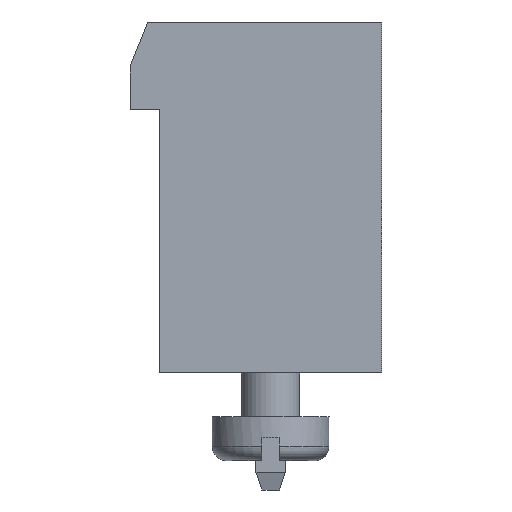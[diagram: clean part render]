
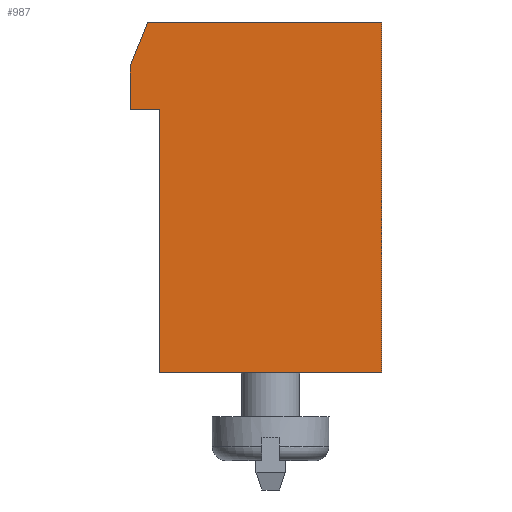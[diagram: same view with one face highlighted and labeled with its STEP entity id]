
A CAD part, left-side view. The second image highlights one B-rep face of the part: STEP entity #987.
In plain terms, the highlighted planar face has unit normal (-1, 0, 0).
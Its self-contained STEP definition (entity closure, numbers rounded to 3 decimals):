
#22 = VERTEX_POINT('',#23);
#23 = CARTESIAN_POINT('',(-7.5,3.8,9.));
#32 = PLANE('',#33);
#33 = AXIS2_PLACEMENT_3D('',#34,#35,#36);
#34 = CARTESIAN_POINT('',(-7.5,3.8,9.));
#35 = DIRECTION('',(0.,1.,0.));
#36 = DIRECTION('',(0.,0.,-1.));
#44 = PLANE('',#45);
#45 = AXIS2_PLACEMENT_3D('',#46,#47,#48);
#46 = CARTESIAN_POINT('',(-7.5,4.8,9.));
#47 = DIRECTION('',(0.,0.,-1.));
#48 = DIRECTION('',(0.,-1.,0.));
#85 = VERTEX_POINT('',#86);
#86 = CARTESIAN_POINT('',(-7.5,3.8,0.));
#100 = PLANE('',#101);
#101 = AXIS2_PLACEMENT_3D('',#102,#103,#104);
#102 = CARTESIAN_POINT('',(-7.5,3.8,0.));
#103 = DIRECTION('',(0.,0.,-1.));
#104 = DIRECTION('',(0.,-1.,0.));
#112 = EDGE_CURVE('',#22,#85,#113,.T.);
#113 = SURFACE_CURVE('',#114,(#118,#125),.PCURVE_S1.);
#114 = LINE('',#115,#116);
#115 = CARTESIAN_POINT('',(-7.5,3.8,9.));
#116 = VECTOR('',#117,1.);
#117 = DIRECTION('',(0.,0.,-1.));
#118 = PCURVE('',#32,#119);
#119 = DEFINITIONAL_REPRESENTATION('',(#120),#124);
#120 = LINE('',#121,#122);
#121 = CARTESIAN_POINT('',(0.,0.));
#122 = VECTOR('',#123,1.);
#123 = DIRECTION('',(1.,0.));
#124 = ( GEOMETRIC_REPRESENTATION_CONTEXT(2)
PARAMETRIC_REPRESENTATION_CONTEXT() REPRESENTATION_CONTEXT('2D SPACE',''
) );
#125 = PCURVE('',#126,#131);
#126 = PLANE('',#127);
#127 = AXIS2_PLACEMENT_3D('',#128,#129,#130);
#128 = CARTESIAN_POINT('',(-7.5,3.8,0.));
#129 = DIRECTION('',(1.,0.,0.));
#130 = DIRECTION('',(0.,0.,1.));
#131 = DEFINITIONAL_REPRESENTATION('',(#132),#136);
#132 = LINE('',#133,#134);
#133 = CARTESIAN_POINT('',(9.,0.));
#134 = VECTOR('',#135,1.);
#135 = DIRECTION('',(-1.,0.));
#136 = ( GEOMETRIC_REPRESENTATION_CONTEXT(2)
PARAMETRIC_REPRESENTATION_CONTEXT() REPRESENTATION_CONTEXT('2D SPACE',''
) );
#142 = VERTEX_POINT('',#143);
#143 = CARTESIAN_POINT('',(-7.5,4.8,9.));
#159 = PLANE('',#160);
#160 = AXIS2_PLACEMENT_3D('',#161,#162,#163);
#161 = CARTESIAN_POINT('',(-7.5,4.8,10.5));
#162 = DIRECTION('',(0.,1.,0.));
#163 = DIRECTION('',(0.,0.,-1.));
#193 = EDGE_CURVE('',#142,#22,#194,.T.);
#194 = SURFACE_CURVE('',#195,(#199,#206),.PCURVE_S1.);
#195 = LINE('',#196,#197);
#196 = CARTESIAN_POINT('',(-7.5,4.8,9.));
#197 = VECTOR('',#198,1.);
#198 = DIRECTION('',(0.,-1.,0.));
#199 = PCURVE('',#44,#200);
#200 = DEFINITIONAL_REPRESENTATION('',(#201),#205);
#201 = LINE('',#202,#203);
#202 = CARTESIAN_POINT('',(0.,0.));
#203 = VECTOR('',#204,1.);
#204 = DIRECTION('',(1.,0.));
#205 = ( GEOMETRIC_REPRESENTATION_CONTEXT(2)
PARAMETRIC_REPRESENTATION_CONTEXT() REPRESENTATION_CONTEXT('2D SPACE',''
) );
#206 = PCURVE('',#126,#207);
#207 = DEFINITIONAL_REPRESENTATION('',(#208),#212);
#208 = LINE('',#209,#210);
#209 = CARTESIAN_POINT('',(9.,-1.));
#210 = VECTOR('',#211,1.);
#211 = DIRECTION('',(0.,1.));
#212 = ( GEOMETRIC_REPRESENTATION_CONTEXT(2)
PARAMETRIC_REPRESENTATION_CONTEXT() REPRESENTATION_CONTEXT('2D SPACE',''
) );
#242 = VERTEX_POINT('',#243);
#243 = CARTESIAN_POINT('',(-7.5,-3.8,0.));
#257 = PLANE('',#258);
#258 = AXIS2_PLACEMENT_3D('',#259,#260,#261);
#259 = CARTESIAN_POINT('',(-7.5,-3.8,0.));
#260 = DIRECTION('',(0.,-1.,0.));
#261 = DIRECTION('',(0.,0.,1.));
#269 = EDGE_CURVE('',#85,#242,#270,.T.);
#270 = SURFACE_CURVE('',#271,(#275,#282),.PCURVE_S1.);
#271 = LINE('',#272,#273);
#272 = CARTESIAN_POINT('',(-7.5,3.8,0.));
#273 = VECTOR('',#274,1.);
#274 = DIRECTION('',(0.,-1.,0.));
#275 = PCURVE('',#100,#276);
#276 = DEFINITIONAL_REPRESENTATION('',(#277),#281);
#277 = LINE('',#278,#279);
#278 = CARTESIAN_POINT('',(0.,0.));
#279 = VECTOR('',#280,1.);
#280 = DIRECTION('',(1.,0.));
#281 = ( GEOMETRIC_REPRESENTATION_CONTEXT(2)
PARAMETRIC_REPRESENTATION_CONTEXT() REPRESENTATION_CONTEXT('2D SPACE',''
) );
#282 = PCURVE('',#126,#283);
#283 = DEFINITIONAL_REPRESENTATION('',(#284),#288);
#284 = LINE('',#285,#286);
#285 = CARTESIAN_POINT('',(0.,0.));
#286 = VECTOR('',#287,1.);
#287 = DIRECTION('',(0.,1.));
#288 = ( GEOMETRIC_REPRESENTATION_CONTEXT(2)
PARAMETRIC_REPRESENTATION_CONTEXT() REPRESENTATION_CONTEXT('2D SPACE',''
) );
#987 = ADVANCED_FACE('',(#988),#126,.F.);
#988 = FACE_BOUND('',#989,.T.);
#989 = EDGE_LOOP('',(#990,#991,#1014,#1042,#1070,#1091,#1092));
#990 = ORIENTED_EDGE('',*,*,#269,.T.);
#991 = ORIENTED_EDGE('',*,*,#992,.T.);
#992 = EDGE_CURVE('',#242,#993,#995,.T.);
#993 = VERTEX_POINT('',#994);
#994 = CARTESIAN_POINT('',(-7.5,-3.8,12.));
#995 = SURFACE_CURVE('',#996,(#1000,#1007),.PCURVE_S1.);
#996 = LINE('',#997,#998);
#997 = CARTESIAN_POINT('',(-7.5,-3.8,0.));
#998 = VECTOR('',#999,1.);
#999 = DIRECTION('',(0.,0.,1.));
#1000 = PCURVE('',#126,#1001);
#1001 = DEFINITIONAL_REPRESENTATION('',(#1002),#1006);
#1002 = LINE('',#1003,#1004);
#1003 = CARTESIAN_POINT('',(0.,7.6));
#1004 = VECTOR('',#1005,1.);
#1005 = DIRECTION('',(1.,0.));
#1006 = ( GEOMETRIC_REPRESENTATION_CONTEXT(2)
PARAMETRIC_REPRESENTATION_CONTEXT() REPRESENTATION_CONTEXT('2D SPACE',''
) );
#1007 = PCURVE('',#257,#1008);
#1008 = DEFINITIONAL_REPRESENTATION('',(#1009),#1013);
#1009 = LINE('',#1010,#1011);
#1010 = CARTESIAN_POINT('',(0.,0.));
#1011 = VECTOR('',#1012,1.);
#1012 = DIRECTION('',(1.,0.));
#1013 = ( GEOMETRIC_REPRESENTATION_CONTEXT(2)
PARAMETRIC_REPRESENTATION_CONTEXT() REPRESENTATION_CONTEXT('2D SPACE',''
) );
#1014 = ORIENTED_EDGE('',*,*,#1015,.T.);
#1015 = EDGE_CURVE('',#993,#1016,#1018,.T.);
#1016 = VERTEX_POINT('',#1017);
#1017 = CARTESIAN_POINT('',(-7.5,4.2,12.));
#1018 = SURFACE_CURVE('',#1019,(#1023,#1030),.PCURVE_S1.);
#1019 = LINE('',#1020,#1021);
#1020 = CARTESIAN_POINT('',(-7.5,-3.8,12.));
#1021 = VECTOR('',#1022,1.);
#1022 = DIRECTION('',(0.,1.,0.));
#1023 = PCURVE('',#126,#1024);
#1024 = DEFINITIONAL_REPRESENTATION('',(#1025),#1029);
#1025 = LINE('',#1026,#1027);
#1026 = CARTESIAN_POINT('',(12.,7.6));
#1027 = VECTOR('',#1028,1.);
#1028 = DIRECTION('',(0.,-1.));
#1029 = ( GEOMETRIC_REPRESENTATION_CONTEXT(2)
PARAMETRIC_REPRESENTATION_CONTEXT() REPRESENTATION_CONTEXT('2D SPACE',''
) );
#1030 = PCURVE('',#1031,#1036);
#1031 = PLANE('',#1032);
#1032 = AXIS2_PLACEMENT_3D('',#1033,#1034,#1035);
#1033 = CARTESIAN_POINT('',(-7.5,-3.8,12.));
#1034 = DIRECTION('',(0.,0.,1.));
#1035 = DIRECTION('',(0.,1.,0.));
#1036 = DEFINITIONAL_REPRESENTATION('',(#1037),#1041);
#1037 = LINE('',#1038,#1039);
#1038 = CARTESIAN_POINT('',(0.,0.));
#1039 = VECTOR('',#1040,1.);
#1040 = DIRECTION('',(1.,0.));
#1041 = ( GEOMETRIC_REPRESENTATION_CONTEXT(2)
PARAMETRIC_REPRESENTATION_CONTEXT() REPRESENTATION_CONTEXT('2D SPACE',''
) );
#1042 = ORIENTED_EDGE('',*,*,#1043,.T.);
#1043 = EDGE_CURVE('',#1016,#1044,#1046,.T.);
#1044 = VERTEX_POINT('',#1045);
#1045 = CARTESIAN_POINT('',(-7.5,4.8,10.5));
#1046 = SURFACE_CURVE('',#1047,(#1051,#1058),.PCURVE_S1.);
#1047 = LINE('',#1048,#1049);
#1048 = CARTESIAN_POINT('',(-7.5,4.2,12.));
#1049 = VECTOR('',#1050,1.);
#1050 = DIRECTION('',(0.,0.371,-0.928));
#1051 = PCURVE('',#126,#1052);
#1052 = DEFINITIONAL_REPRESENTATION('',(#1053),#1057);
#1053 = LINE('',#1054,#1055);
#1054 = CARTESIAN_POINT('',(12.,-0.4));
#1055 = VECTOR('',#1056,1.);
#1056 = DIRECTION('',(-0.928,-0.371));
#1057 = ( GEOMETRIC_REPRESENTATION_CONTEXT(2)
PARAMETRIC_REPRESENTATION_CONTEXT() REPRESENTATION_CONTEXT('2D SPACE',''
) );
#1058 = PCURVE('',#1059,#1064);
#1059 = PLANE('',#1060);
#1060 = AXIS2_PLACEMENT_3D('',#1061,#1062,#1063);
#1061 = CARTESIAN_POINT('',(-7.5,4.2,12.));
#1062 = DIRECTION('',(0.,0.928,0.371));
#1063 = DIRECTION('',(0.,0.371,-0.928));
#1064 = DEFINITIONAL_REPRESENTATION('',(#1065),#1069);
#1065 = LINE('',#1066,#1067);
#1066 = CARTESIAN_POINT('',(0.,0.));
#1067 = VECTOR('',#1068,1.);
#1068 = DIRECTION('',(1.,0.));
#1069 = ( GEOMETRIC_REPRESENTATION_CONTEXT(2)
PARAMETRIC_REPRESENTATION_CONTEXT() REPRESENTATION_CONTEXT('2D SPACE',''
) );
#1070 = ORIENTED_EDGE('',*,*,#1071,.T.);
#1071 = EDGE_CURVE('',#1044,#142,#1072,.T.);
#1072 = SURFACE_CURVE('',#1073,(#1077,#1084),.PCURVE_S1.);
#1073 = LINE('',#1074,#1075);
#1074 = CARTESIAN_POINT('',(-7.5,4.8,10.5));
#1075 = VECTOR('',#1076,1.);
#1076 = DIRECTION('',(0.,0.,-1.));
#1077 = PCURVE('',#126,#1078);
#1078 = DEFINITIONAL_REPRESENTATION('',(#1079),#1083);
#1079 = LINE('',#1080,#1081);
#1080 = CARTESIAN_POINT('',(10.5,-1.));
#1081 = VECTOR('',#1082,1.);
#1082 = DIRECTION('',(-1.,0.));
#1083 = ( GEOMETRIC_REPRESENTATION_CONTEXT(2)
PARAMETRIC_REPRESENTATION_CONTEXT() REPRESENTATION_CONTEXT('2D SPACE',''
) );
#1084 = PCURVE('',#159,#1085);
#1085 = DEFINITIONAL_REPRESENTATION('',(#1086),#1090);
#1086 = LINE('',#1087,#1088);
#1087 = CARTESIAN_POINT('',(0.,0.));
#1088 = VECTOR('',#1089,1.);
#1089 = DIRECTION('',(1.,0.));
#1090 = ( GEOMETRIC_REPRESENTATION_CONTEXT(2)
PARAMETRIC_REPRESENTATION_CONTEXT() REPRESENTATION_CONTEXT('2D SPACE',''
) );
#1091 = ORIENTED_EDGE('',*,*,#193,.T.);
#1092 = ORIENTED_EDGE('',*,*,#112,.T.);
